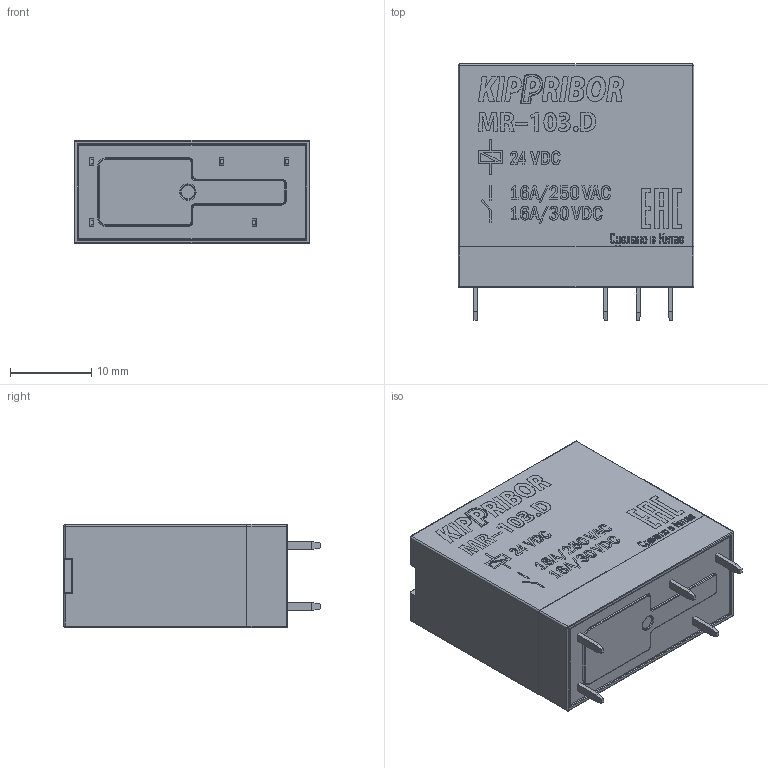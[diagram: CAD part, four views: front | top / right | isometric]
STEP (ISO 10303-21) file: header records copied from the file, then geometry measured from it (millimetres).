
FILE_DESCRIPTION(/* description */ (''),/* implementation_level */ '2;1');
FILE_NAME(/* name */ 'MR-103.D.stp',/* time_stamp */ '2025-07-31T19:35:40+07:00',/* author */ ('Admin'),/* organization */ (''),/* preprocessor_version */ 'ST-DEVELOPER v18.1',/* originating_system */ 'Autodesk Inventor 2021',/* authorisation */ '');
FILE_SCHEMA (('AUTOMOTIVE_DESIGN { 1 0 10303 214 3 1 1 }'));
Length unit declared in the file: millimetre
Products named in the file (1): MR-103.D
Bounding box: 29 x 31.5 x 12.71 mm (x, y, z)
Volume: 10090.4 mm3; surface area: 3109.5 mm2
Topology: 1 solids, 1 shells, 1018 faces, 2660 edges, 1747 vertices
Faces by surface type: plane 573, bspline 361, cylinder 54, torus 24, sphere 6
Entity records: 35469 total; most frequent: CARTESIAN_POINT 11502, ORIENTED_EDGE 5320, DIRECTION 3729, EDGE_CURVE 2660, LINE 1807, VECTOR 1807, VERTEX_POINT 1747, EDGE_LOOP 1121
